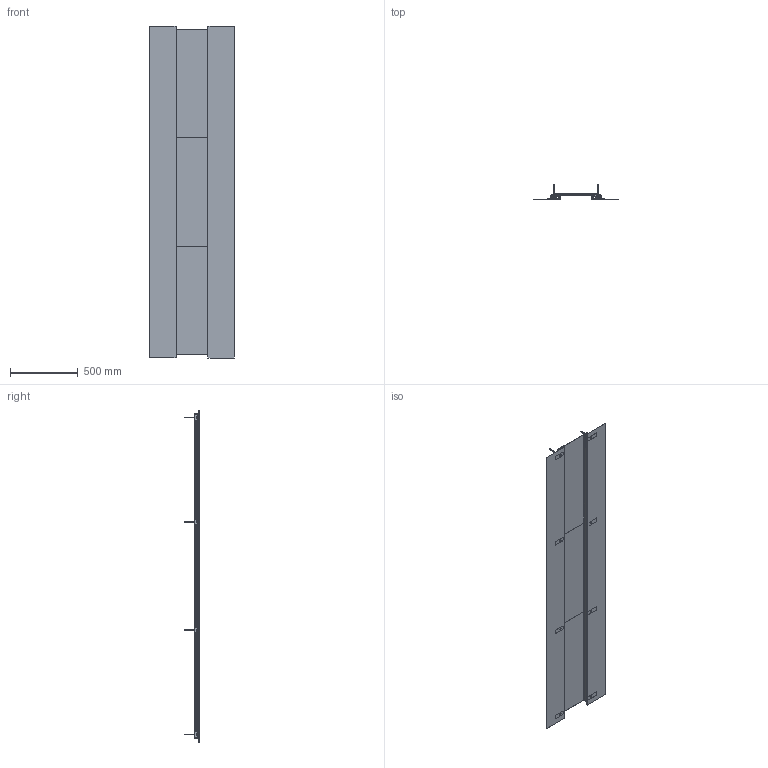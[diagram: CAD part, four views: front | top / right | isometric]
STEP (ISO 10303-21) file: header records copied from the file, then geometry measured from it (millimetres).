
FILE_DESCRIPTION (( 'STEP AP214' ), '1' );
FILE_NAME ('7424002_KSTP1.stp', '2016-09-08T07:50:11', ( '' ), ( '' ), 'SwSTEP 2.0', 'SolidWorks 2014', '' );
FILE_SCHEMA (( 'AUTOMOTIVE_DESIGN' ));
Length unit declared in the file: millimetre
Products named in the file (14): 001131_Standard_1; 001701_Standard_1; 001135_Standard_1; 001133_Standard_1; 43422F_config_300mm; 32812b_Standard; 40738A_40mm_39409465 40x140; P_43939AA_1_33076320 - 205mm; 43423F_verdr³ckt_1; 7424002_KSTP1; 109613_Standard_1; 001232_Standard_1; P_0000001001_1_Standard_1; 001132_Standard
Assembly tree (23 placements, depth 4):
  7424002_KSTP1
    40738A_40mm_39409465 40x140  x2
      43423F_verdr³ckt_1
      P_43939AA_1_33076320 - 205mm
    32812b_Standard
    43422F_config_300mm  x3
    109613_Standard_1  x8
      001701_Standard_1
        001133_Standard_1
        001135_Standard_1
      001232_Standard_1
        001131_Standard_1
        001132_Standard
        P_0000001001_1_Standard_1
Bounding box: 623.27 x 112.3 x 2450 mm (x, y, z)
Volume: 4415107.5 mm3; surface area: 4939853.8 mm2
Topology: 64 solids, 64 shells, 659 faces, 1561 edges, 1046 vertices
Faces by surface type: plane 509, cylinder 86, bspline 48, cone 16
Entity records: 14944 total; most frequent: CARTESIAN_POINT 8325, ORIENTED_EDGE 880, DIRECTION 862, EDGE_CURVE 440, LINE 362, VECTOR 362, VERTEX_POINT 294, AXIS2_PLACEMENT_3D 250
